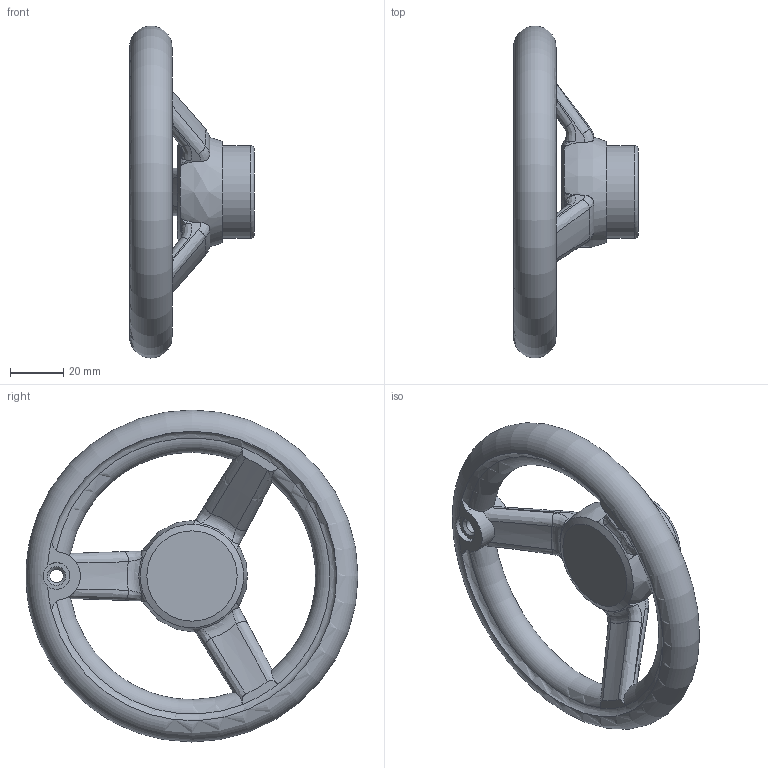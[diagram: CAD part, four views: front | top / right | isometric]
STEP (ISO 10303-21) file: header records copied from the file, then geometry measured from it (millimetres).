
FILE_DESCRIPTION(/* description */ (''),/* implementation_level */ '2;1');
FILE_NAME(/* name */ 'P_125_N.dxf',/* time_stamp */ '2012-11-23T17:14:39+08:00',/* author */ (''),/* organization */ (''),/* preprocessor_version */ 'ST-DEVELOPER v9',/* originating_system */ 'UGS - NX 4.0',/* authorisation */ '');
FILE_SCHEMA (('CONFIG_CONTROL_DESIGN'));
Length unit declared in the file: millimetre
Products named in the file (1): AdmiBE40xo4u
Bounding box: 47 x 125 x 125 mm (x, y, z)
Volume: 109560.3 mm3; surface area: 26681.3 mm2
Topology: 1 solids, 1 shells, 69 faces, 201 edges, 129 vertices
Faces by surface type: bspline 23, plane 14, torus 14, cylinder 10, cone 8
Full cylindrical faces by diameter (mm): 5 x1, 10.1 x1, 35 x1
Entity records: 3185 total; most frequent: CARTESIAN_POINT 1641, ORIENTED_EDGE 374, DIRECTION 202, EDGE_CURVE 187, B_SPLINE_CURVE_WITH_KNOTS 131, VERTEX_POINT 124, AXIS2_PLACEMENT_3D 99, EDGE_LOOP 81
